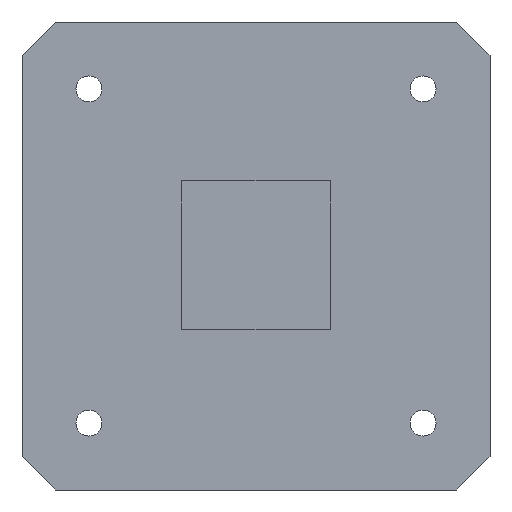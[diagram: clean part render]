
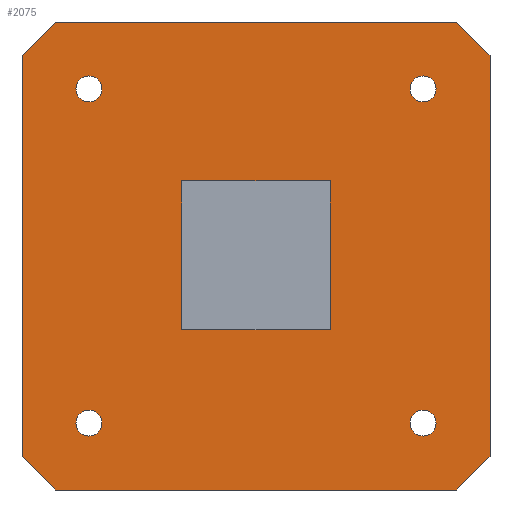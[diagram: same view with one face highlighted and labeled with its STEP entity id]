
A CAD part, front view. The second image highlights one B-rep face of the part: STEP entity #2075.
In plain terms, the highlighted planar face has unit normal (0, -1, 0).
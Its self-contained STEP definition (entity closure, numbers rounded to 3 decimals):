
#29=CIRCLE('',#2211,1.55);
#30=CIRCLE('',#2212,1.55);
#31=CIRCLE('',#2213,1.55);
#32=CIRCLE('',#2214,1.55);
#103=FACE_BOUND('',#303,.T.);
#104=FACE_BOUND('',#304,.T.);
#105=FACE_BOUND('',#305,.T.);
#106=FACE_BOUND('',#306,.T.);
#107=FACE_BOUND('',#307,.T.);
#177=FACE_OUTER_BOUND('',#302,.T.);
#302=EDGE_LOOP('',(#1649,#1650,#1651,#1652,#1653,#1654,#1655,#1656));
#303=EDGE_LOOP('',(#1657,#1658,#1659,#1660));
#304=EDGE_LOOP('',(#1661));
#305=EDGE_LOOP('',(#1662));
#306=EDGE_LOOP('',(#1663));
#307=EDGE_LOOP('',(#1664));
#467=LINE('',#3108,#711);
#471=LINE('',#3116,#715);
#474=LINE('',#3122,#718);
#477=LINE('',#3127,#721);
#496=LINE('',#3166,#740);
#499=LINE('',#3171,#743);
#501=LINE('',#3175,#745);
#503=LINE('',#3179,#747);
#505=LINE('',#3184,#749);
#506=LINE('',#3187,#750);
#507=LINE('',#3189,#751);
#508=LINE('',#3190,#752);
#711=VECTOR('',#2438,10.);
#715=VECTOR('',#2444,10.);
#718=VECTOR('',#2449,10.);
#721=VECTOR('',#2454,10.);
#740=VECTOR('',#2493,10.);
#743=VECTOR('',#2498,10.);
#745=VECTOR('',#2502,10.);
#747=VECTOR('',#2506,10.);
#749=VECTOR('',#2512,10.);
#750=VECTOR('',#2515,10.);
#751=VECTOR('',#2516,10.);
#752=VECTOR('',#2517,10.);
#941=VERTEX_POINT('',#3106);
#942=VERTEX_POINT('',#3107);
#945=VERTEX_POINT('',#3115);
#947=VERTEX_POINT('',#3121);
#957=VERTEX_POINT('',#3163);
#958=VERTEX_POINT('',#3165);
#959=VERTEX_POINT('',#3169);
#960=VERTEX_POINT('',#3173);
#961=VERTEX_POINT('',#3177);
#962=VERTEX_POINT('',#3182);
#963=VERTEX_POINT('',#3186);
#964=VERTEX_POINT('',#3188);
#965=VERTEX_POINT('',#3191);
#966=VERTEX_POINT('',#3193);
#967=VERTEX_POINT('',#3195);
#968=VERTEX_POINT('',#3197);
#1171=EDGE_CURVE('',#941,#942,#467,.T.);
#1175=EDGE_CURVE('',#942,#945,#471,.T.);
#1178=EDGE_CURVE('',#945,#947,#474,.T.);
#1181=EDGE_CURVE('',#947,#941,#477,.T.);
#1200=EDGE_CURVE('',#957,#958,#496,.T.);
#1203=EDGE_CURVE('',#959,#957,#499,.T.);
#1205=EDGE_CURVE('',#960,#959,#501,.T.);
#1207=EDGE_CURVE('',#961,#960,#503,.T.);
#1209=EDGE_CURVE('',#962,#961,#505,.T.);
#1210=EDGE_CURVE('',#963,#962,#506,.T.);
#1211=EDGE_CURVE('',#964,#963,#507,.T.);
#1212=EDGE_CURVE('',#958,#964,#508,.T.);
#1213=EDGE_CURVE('',#965,#965,#29,.T.);
#1214=EDGE_CURVE('',#966,#966,#30,.T.);
#1215=EDGE_CURVE('',#967,#967,#31,.T.);
#1216=EDGE_CURVE('',#968,#968,#32,.T.);
#1649=ORIENTED_EDGE('',*,*,#1209,.F.);
#1650=ORIENTED_EDGE('',*,*,#1210,.F.);
#1651=ORIENTED_EDGE('',*,*,#1211,.F.);
#1652=ORIENTED_EDGE('',*,*,#1212,.F.);
#1653=ORIENTED_EDGE('',*,*,#1200,.F.);
#1654=ORIENTED_EDGE('',*,*,#1203,.F.);
#1655=ORIENTED_EDGE('',*,*,#1205,.F.);
#1656=ORIENTED_EDGE('',*,*,#1207,.F.);
#1657=ORIENTED_EDGE('',*,*,#1171,.T.);
#1658=ORIENTED_EDGE('',*,*,#1175,.T.);
#1659=ORIENTED_EDGE('',*,*,#1178,.T.);
#1660=ORIENTED_EDGE('',*,*,#1181,.T.);
#1661=ORIENTED_EDGE('',*,*,#1213,.F.);
#1662=ORIENTED_EDGE('',*,*,#1214,.F.);
#1663=ORIENTED_EDGE('',*,*,#1215,.F.);
#1664=ORIENTED_EDGE('',*,*,#1216,.F.);
#1974=PLANE('',#2210);
#2075=ADVANCED_FACE('',(#177,#103,#104,#105,#106,#107),#1974,.F.);
#2210=AXIS2_PLACEMENT_3D('',#3185,#2513,#2514);
#2211=AXIS2_PLACEMENT_3D('',#3192,#2518,#2519);
#2212=AXIS2_PLACEMENT_3D('',#3194,#2520,#2521);
#2213=AXIS2_PLACEMENT_3D('',#3196,#2522,#2523);
#2214=AXIS2_PLACEMENT_3D('',#3198,#2524,#2525);
#2438=DIRECTION('',(1.,0.,0.));
#2444=DIRECTION('',(0.,0.,-1.));
#2449=DIRECTION('',(-1.,0.,0.));
#2454=DIRECTION('',(0.,0.,1.));
#2493=DIRECTION('',(-0.707,0.,-0.707));
#2498=DIRECTION('',(0.,0.,-1.));
#2502=DIRECTION('',(0.707,0.,-0.707));
#2506=DIRECTION('',(1.,0.,0.));
#2512=DIRECTION('',(0.707,0.,0.707));
#2513=DIRECTION('center_axis',(0.,1.,0.));
#2514=DIRECTION('ref_axis',(0.,0.,1.));
#2515=DIRECTION('',(0.,0.,1.));
#2516=DIRECTION('',(-0.707,0.,0.707));
#2517=DIRECTION('',(-1.,0.,0.));
#2518=DIRECTION('center_axis',(0.,-1.,0.));
#2519=DIRECTION('ref_axis',(1.,0.,0.));
#2520=DIRECTION('center_axis',(0.,-1.,0.));
#2521=DIRECTION('ref_axis',(1.,0.,0.));
#2522=DIRECTION('center_axis',(0.,-1.,0.));
#2523=DIRECTION('ref_axis',(1.,0.,0.));
#2524=DIRECTION('center_axis',(0.,-1.,0.));
#2525=DIRECTION('ref_axis',(1.,0.,0.));
#3106=CARTESIAN_POINT('',(-8.9,0.,8.988));
#3107=CARTESIAN_POINT('',(8.9,0.,8.988));
#3108=CARTESIAN_POINT('',(4.45,0.,8.988));
#3115=CARTESIAN_POINT('',(8.9,0.,-8.812));
#3116=CARTESIAN_POINT('',(8.9,0.,-4.406));
#3121=CARTESIAN_POINT('',(-8.9,0.,-8.812));
#3122=CARTESIAN_POINT('',(-4.45,0.,-8.812));
#3127=CARTESIAN_POINT('',(-8.9,0.,4.494));
#3163=CARTESIAN_POINT('',(28.,0.,-24.));
#3165=CARTESIAN_POINT('',(24.,0.,-28.));
#3166=CARTESIAN_POINT('',(26.,0.,-26.));
#3169=CARTESIAN_POINT('',(28.,0.,24.));
#3171=CARTESIAN_POINT('',(28.,0.,28.));
#3173=CARTESIAN_POINT('',(24.,0.,28.));
#3175=CARTESIAN_POINT('',(26.,0.,26.));
#3177=CARTESIAN_POINT('',(-24.,0.,28.));
#3179=CARTESIAN_POINT('',(-28.,0.,28.));
#3182=CARTESIAN_POINT('',(-28.,0.,24.));
#3184=CARTESIAN_POINT('',(-26.,0.,26.));
#3185=CARTESIAN_POINT('Origin',(0.,0.,0.));
#3186=CARTESIAN_POINT('',(-28.,0.,-24.));
#3187=CARTESIAN_POINT('',(-28.,0.,-28.));
#3188=CARTESIAN_POINT('',(-24.,0.,-28.));
#3189=CARTESIAN_POINT('',(-26.,0.,-26.));
#3190=CARTESIAN_POINT('',(28.,0.,-28.));
#3191=CARTESIAN_POINT('',(-21.55,0.,20.));
#3192=CARTESIAN_POINT('Origin',(-20.,0.,20.));
#3193=CARTESIAN_POINT('',(-21.55,0.,-20.));
#3194=CARTESIAN_POINT('Origin',(-20.,0.,-20.));
#3195=CARTESIAN_POINT('',(18.45,0.,20.));
#3196=CARTESIAN_POINT('Origin',(20.,0.,20.));
#3197=CARTESIAN_POINT('',(18.45,0.,-20.));
#3198=CARTESIAN_POINT('Origin',(20.,0.,-20.));
